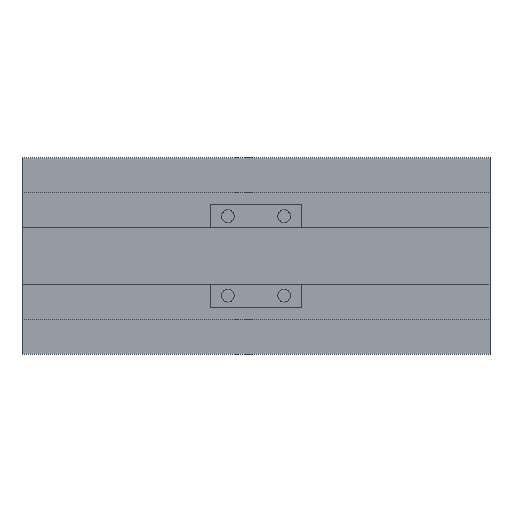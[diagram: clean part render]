
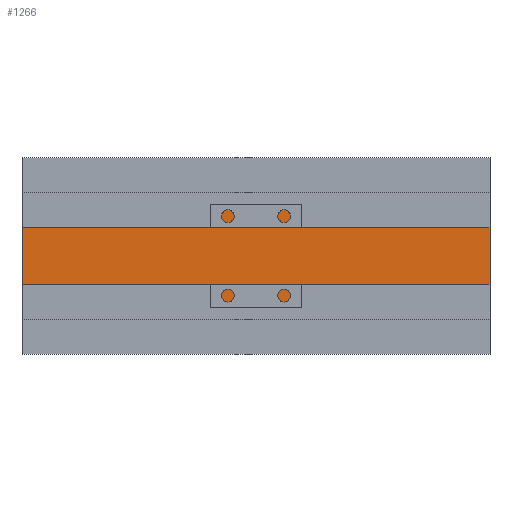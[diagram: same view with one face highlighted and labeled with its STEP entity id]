
A CAD part, top view. The second image highlights one B-rep face of the part: STEP entity #1266.
In plain terms, the highlighted planar face has unit normal (0, 0, 1).
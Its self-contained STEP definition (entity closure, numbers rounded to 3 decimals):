
#108=FACE_OUTER_BOUND('',#178,.T.);
#178=EDGE_LOOP('',(#1091,#1092,#1093,#1094));
#311=LINE('',#1999,#467);
#313=LINE('',#2008,#469);
#324=LINE('',#2031,#480);
#325=LINE('',#2032,#481);
#467=VECTOR('',#1635,10.);
#469=VECTOR('',#1643,10.);
#480=VECTOR('',#1670,10.);
#481=VECTOR('',#1671,10.);
#599=VERTEX_POINT('',#1995);
#600=VERTEX_POINT('',#1997);
#601=VERTEX_POINT('',#2001);
#604=VERTEX_POINT('',#2006);
#763=EDGE_CURVE('',#600,#599,#311,.T.);
#767=EDGE_CURVE('',#604,#601,#313,.T.);
#780=EDGE_CURVE('',#600,#601,#324,.T.);
#781=EDGE_CURVE('',#604,#599,#325,.T.);
#1091=ORIENTED_EDGE('',*,*,#763,.F.);
#1092=ORIENTED_EDGE('',*,*,#780,.T.);
#1093=ORIENTED_EDGE('',*,*,#767,.F.);
#1094=ORIENTED_EDGE('',*,*,#781,.T.);
#1204=PLANE('',#1366);
#1266=ADVANCED_FACE('',(#108),#1204,.T.);
#1366=AXIS2_PLACEMENT_3D('',#2030,#1668,#1669);
#1635=DIRECTION('',(1.,0.,0.));
#1643=DIRECTION('',(-1.,0.,0.));
#1668=DIRECTION('center_axis',(0.,0.,1.));
#1669=DIRECTION('ref_axis',(1.,0.,0.));
#1670=DIRECTION('',(0.,-1.,0.));
#1671=DIRECTION('',(0.,1.,0.));
#1995=CARTESIAN_POINT('',(200.,62.,3.));
#1997=CARTESIAN_POINT('',(0.,62.,3.));
#1999=CARTESIAN_POINT('',(50.,62.,3.));
#2001=CARTESIAN_POINT('',(0.,22.,3.));
#2006=CARTESIAN_POINT('',(200.,22.,3.));
#2008=CARTESIAN_POINT('',(150.,22.,3.));
#2030=CARTESIAN_POINT('Origin',(100.,42.,3.));
#2031=CARTESIAN_POINT('',(0.,84.,3.));
#2032=CARTESIAN_POINT('',(200.,0.,3.));
